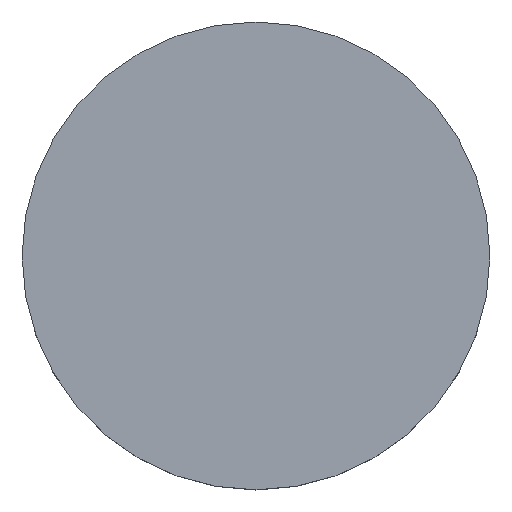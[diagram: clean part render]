
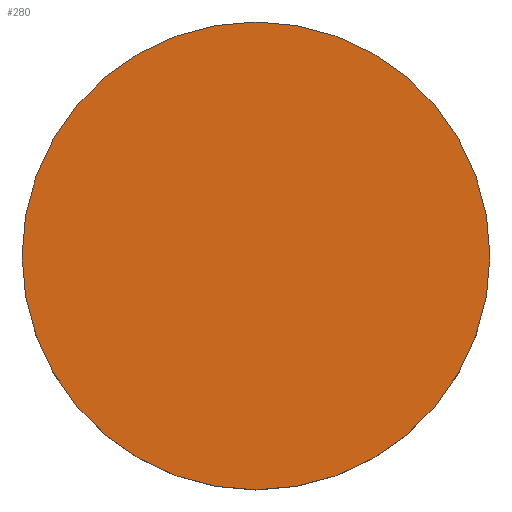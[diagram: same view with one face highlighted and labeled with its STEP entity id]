
A CAD part, top view. The second image highlights one B-rep face of the part: STEP entity #280.
In plain terms, the highlighted planar face has unit normal (0, 0, 1).
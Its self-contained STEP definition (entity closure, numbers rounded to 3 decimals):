
#35 = CARTESIAN_POINT ( 'NONE',  ( -2.4, 0., 18.961 ) ) ;
#60 = DIRECTION ( 'NONE',  ( 1., 0., 0. ) ) ;
#78 = DIRECTION ( 'NONE',  ( 1., 0., 0. ) ) ;
#97 = CARTESIAN_POINT ( 'NONE',  ( 0., 0., 18.961 ) ) ;
#98 = DIRECTION ( 'NONE',  ( 1., 0., 0. ) ) ;
#121 = EDGE_LOOP ( 'NONE', ( #263, #391 ) ) ;
#151 = CIRCLE ( 'NONE', #400, 2.4 ) ;
#186 = EDGE_CURVE ( 'NONE', #448, #296, #232, .T. ) ;
#193 = CARTESIAN_POINT ( 'NONE',  ( 0., 0., 18.961 ) ) ;
#207 = FACE_OUTER_BOUND ( 'NONE', #121, .T. ) ;
#232 = CIRCLE ( 'NONE', #344, 2.4 ) ;
#243 = CARTESIAN_POINT ( 'NONE',  ( 0., 0., 18.961 ) ) ;
#251 = CARTESIAN_POINT ( 'NONE',  ( 2.4, 0., 18.961 ) ) ;
#263 = ORIENTED_EDGE ( 'NONE', *, *, #351, .T. ) ;
#272 = AXIS2_PLACEMENT_3D ( 'NONE', #193, #339, #78 ) ;
#280 = ADVANCED_FACE ( 'NONE', ( #207 ), #453, .T. ) ;
#296 = VERTEX_POINT ( 'NONE', #35 ) ;
#323 = DIRECTION ( 'NONE',  ( 0., 0., 1. ) ) ;
#339 = DIRECTION ( 'NONE',  ( 0., 0., 1. ) ) ;
#344 = AXIS2_PLACEMENT_3D ( 'NONE', #243, #323, #98 ) ;
#351 = EDGE_CURVE ( 'NONE', #296, #448, #151, .T. ) ;
#359 = DIRECTION ( 'NONE',  ( 0., 0., 1. ) ) ;
#391 = ORIENTED_EDGE ( 'NONE', *, *, #186, .T. ) ;
#400 = AXIS2_PLACEMENT_3D ( 'NONE', #97, #359, #60 ) ;
#448 = VERTEX_POINT ( 'NONE', #251 ) ;
#453 = PLANE ( 'NONE',  #272 ) ;
